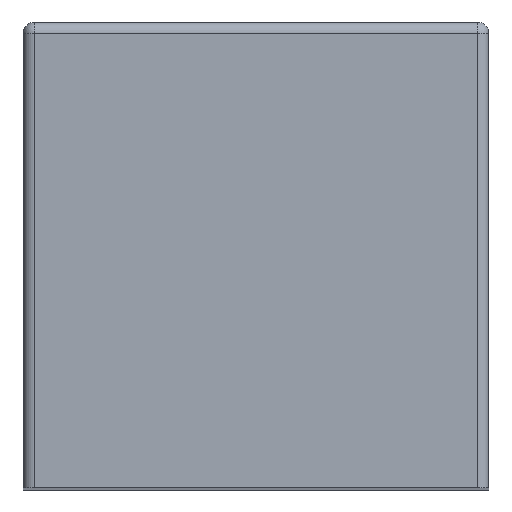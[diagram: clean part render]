
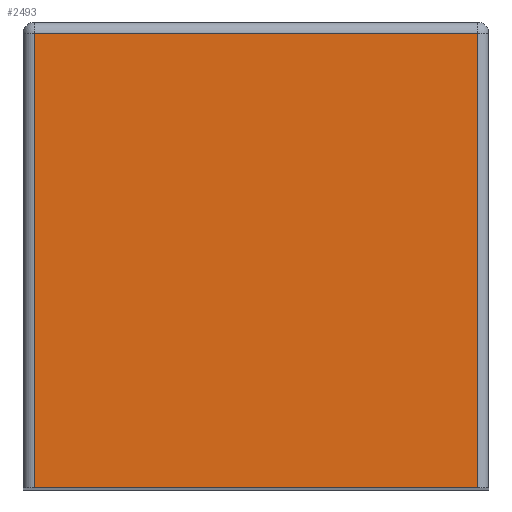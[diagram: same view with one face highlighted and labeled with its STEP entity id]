
A CAD part, top view. The second image highlights one B-rep face of the part: STEP entity #2493.
In plain terms, the highlighted planar face has unit normal (0, 0, 1).
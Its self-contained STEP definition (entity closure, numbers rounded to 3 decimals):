
#658=DIRECTION('',(0.,1.,0.));
#659=VECTOR('',#658,39.);
#660=CARTESIAN_POINT('',(19.,0.,40.5));
#661=LINE('',#660,#659);
#665=DIRECTION('',(1.,0.,0.));
#666=VECTOR('',#665,38.);
#667=CARTESIAN_POINT('',(-19.,0.,40.5));
#668=LINE('',#667,#666);
#672=DIRECTION('',(0.,-1.,0.));
#673=VECTOR('',#672,39.);
#674=CARTESIAN_POINT('',(-19.,39.,40.5));
#675=LINE('',#674,#673);
#679=DIRECTION('',(-1.,0.,0.));
#680=VECTOR('',#679,38.);
#681=CARTESIAN_POINT('',(19.,39.,40.5));
#682=LINE('',#681,#680);
#1975=CARTESIAN_POINT('',(19.,0.,40.5));
#1977=VERTEX_POINT('',#1975);
#1978=CARTESIAN_POINT('',(19.,39.,40.5));
#1979=VERTEX_POINT('',#1978);
#1982=CARTESIAN_POINT('',(-19.,39.,40.5));
#1983=VERTEX_POINT('',#1982);
#1984=CARTESIAN_POINT('',(-19.,0.,40.5));
#1986=VERTEX_POINT('',#1984);
#2480=CARTESIAN_POINT('',(0.,0.,40.5));
#2481=DIRECTION('',(0.,0.,1.));
#2482=DIRECTION('',(0.,1.,0.));
#2483=AXIS2_PLACEMENT_3D('',#2480,#2481,#2482);
#2484=PLANE('',#2483);
#2485=ORIENTED_EDGE('',*,*,#2471,.F.);
#2486=ORIENTED_EDGE('',*,*,#2287,.F.);
#2488=ORIENTED_EDGE('',*,*,#2487,.F.);
#2490=ORIENTED_EDGE('',*,*,#2489,.F.);
#2491=EDGE_LOOP('',(#2485,#2486,#2488,#2490));
#2492=FACE_OUTER_BOUND('',#2491,.F.);
#2493=ADVANCED_FACE('',(#2492),#2484,.T.);
#2287=EDGE_CURVE('',#1986,#1977,#668,.T.);
#2471=EDGE_CURVE('',#1977,#1979,#661,.T.);
#2487=EDGE_CURVE('',#1983,#1986,#675,.T.);
#2489=EDGE_CURVE('',#1979,#1983,#682,.T.);
